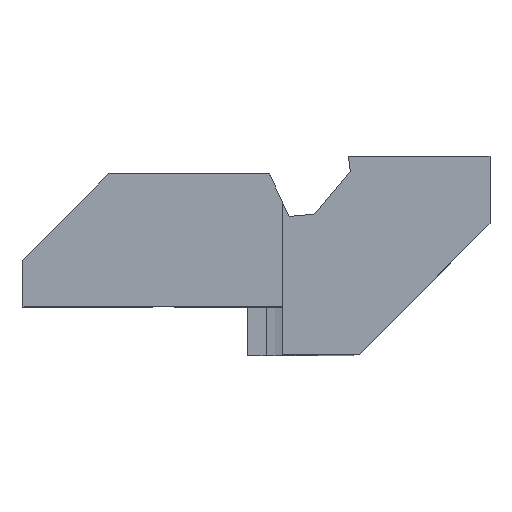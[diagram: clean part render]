
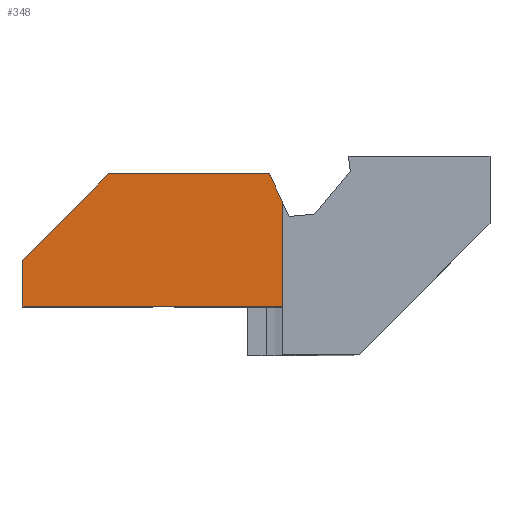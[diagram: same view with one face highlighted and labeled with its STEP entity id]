
A CAD part, top view. The second image highlights one B-rep face of the part: STEP entity #348.
In plain terms, the highlighted planar face has unit normal (0, 0, 1).
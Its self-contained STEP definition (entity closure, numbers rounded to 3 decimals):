
#1 = LINE ( 'NONE', #1368, #127 ) ;
#13 = CARTESIAN_POINT ( 'NONE',  ( 13.5, 9.4, 25. ) ) ;
#48 = LINE ( 'NONE', #13, #1726 ) ;
#66 = DIRECTION ( 'NONE',  ( -1., 0., 0. ) ) ;
#78 = DIRECTION ( 'NONE',  ( 0., -1., 0. ) ) ;
#98 = FACE_OUTER_BOUND ( 'NONE', #1420, .T. ) ;
#127 = VECTOR ( 'NONE', #694, 1000. ) ;
#131 = VERTEX_POINT ( 'NONE', #1773 ) ;
#132 = CARTESIAN_POINT ( 'NONE',  ( 13.169, 8.668, 25. ) ) ;
#148 = EDGE_CURVE ( 'NONE', #496, #343, #309, .T. ) ;
#172 = CARTESIAN_POINT ( 'NONE',  ( 0., 4.9, 25. ) ) ;
#212 = VECTOR ( 'NONE', #1330, 1000. ) ;
#254 = EDGE_CURVE ( 'NONE', #1022, #131, #1324, .T. ) ;
#302 = VECTOR ( 'NONE', #1183, 1000. ) ;
#309 = LINE ( 'NONE', #432, #1738 ) ;
#314 = CARTESIAN_POINT ( 'NONE',  ( 12.85, 9.4, 25. ) ) ;
#330 = CARTESIAN_POINT ( 'NONE',  ( 13.5, 0., 25. ) ) ;
#343 = VERTEX_POINT ( 'NONE', #1626 ) ;
#348 = ADVANCED_FACE ( 'NONE', ( #98 ), #597, .F. ) ;
#362 = VERTEX_POINT ( 'NONE', #681 ) ;
#376 = CARTESIAN_POINT ( 'NONE',  ( 13.85, 7.296, 25. ) ) ;
#432 = CARTESIAN_POINT ( 'NONE',  ( 0., 0., 25. ) ) ;
#496 = VERTEX_POINT ( 'NONE', #172 ) ;
#504 = VERTEX_POINT ( 'NONE', #132 ) ;
#525 = CARTESIAN_POINT ( 'NONE',  ( 13.5, 7.959, 25. ) ) ;
#547 = CARTESIAN_POINT ( 'NONE',  ( 13.169, 8.668, 25. ) ) ;
#597 = PLANE ( 'NONE',  #1009 ) ;
#653 = ORIENTED_EDGE ( 'NONE', *, *, #1473, .F. ) ;
#681 = CARTESIAN_POINT ( 'NONE',  ( 4.5, 9.4, 25. ) ) ;
#688 = ORIENTED_EDGE ( 'NONE', *, *, #1147, .T. ) ;
#694 = DIRECTION ( 'NONE',  ( 0.707, 0.707, 0. ) ) ;
#730 = ORIENTED_EDGE ( 'NONE', *, *, #254, .F. ) ;
#733 = EDGE_CURVE ( 'NONE', #1646, #343, #753, .T. ) ;
#753 = LINE ( 'NONE', #1294, #1593 ) ;
#760 = VERTEX_POINT ( 'NONE', #525 ) ;
#782 = ORIENTED_EDGE ( 'NONE', *, *, #1672, .T. ) ;
#804 = LINE ( 'NONE', #547, #212 ) ;
#894 = EDGE_CURVE ( 'NONE', #496, #362, #1, .T. ) ;
#983 = ORIENTED_EDGE ( 'NONE', *, *, #894, .F. ) ;
#1009 = AXIS2_PLACEMENT_3D ( 'NONE', #330, #1143, #1713 ) ;
#1022 = VERTEX_POINT ( 'NONE', #314 ) ;
#1067 = CARTESIAN_POINT ( 'NONE',  ( 13.5, 2.5, 25. ) ) ;
#1100 = DIRECTION ( 'NONE',  ( -1., 0., 0. ) ) ;
#1119 = VECTOR ( 'NONE', #1770, 1000. ) ;
#1134 = LINE ( 'NONE', #1706, #302 ) ;
#1143 = DIRECTION ( 'NONE',  ( 0., 0., -1. ) ) ;
#1147 = EDGE_CURVE ( 'NONE', #504, #131, #1134, .T. ) ;
#1183 = DIRECTION ( 'NONE',  ( 0., 1., 0. ) ) ;
#1292 = CARTESIAN_POINT ( 'NONE',  ( 13.5, 0., 25. ) ) ;
#1294 = CARTESIAN_POINT ( 'NONE',  ( 8.343, 2.5, 25. ) ) ;
#1324 = LINE ( 'NONE', #376, #1119 ) ;
#1330 = DIRECTION ( 'NONE',  ( -0.423, 0.906, 0. ) ) ;
#1350 = ORIENTED_EDGE ( 'NONE', *, *, #1758, .T. ) ;
#1368 = CARTESIAN_POINT ( 'NONE',  ( 0., 4.9, 25. ) ) ;
#1420 = EDGE_LOOP ( 'NONE', ( #1655, #1683, #653, #782, #688, #730, #1350, #983 ) ) ;
#1452 = LINE ( 'NONE', #1292, #1605 ) ;
#1473 = EDGE_CURVE ( 'NONE', #760, #1646, #1452, .T. ) ;
#1537 = DIRECTION ( 'NONE',  ( 0., -1., 0. ) ) ;
#1593 = VECTOR ( 'NONE', #66, 1000. ) ;
#1605 = VECTOR ( 'NONE', #78, 1000. ) ;
#1626 = CARTESIAN_POINT ( 'NONE',  ( 0., 2.5, 25. ) ) ;
#1646 = VERTEX_POINT ( 'NONE', #1067 ) ;
#1655 = ORIENTED_EDGE ( 'NONE', *, *, #148, .T. ) ;
#1672 = EDGE_CURVE ( 'NONE', #760, #504, #804, .T. ) ;
#1683 = ORIENTED_EDGE ( 'NONE', *, *, #733, .F. ) ;
#1706 = CARTESIAN_POINT ( 'NONE',  ( 13.169, 43.214, 25. ) ) ;
#1713 = DIRECTION ( 'NONE',  ( -1., 0., 0. ) ) ;
#1726 = VECTOR ( 'NONE', #1100, 1000. ) ;
#1738 = VECTOR ( 'NONE', #1537, 1000. ) ;
#1758 = EDGE_CURVE ( 'NONE', #1022, #362, #48, .T. ) ;
#1770 = DIRECTION ( 'NONE',  ( 0.429, -0.903, 0. ) ) ;
#1773 = CARTESIAN_POINT ( 'NONE',  ( 13.169, 8.728, 25. ) ) ;
